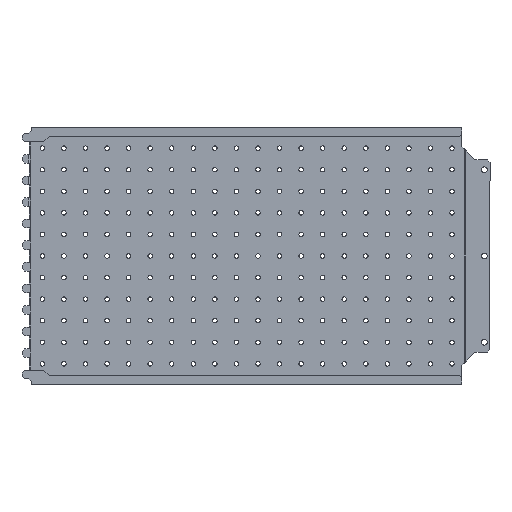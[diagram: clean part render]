
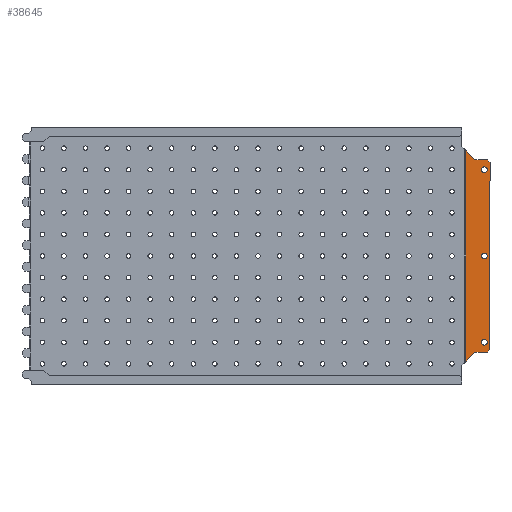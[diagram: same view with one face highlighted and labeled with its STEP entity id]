
A CAD part, front view. The second image highlights one B-rep face of the part: STEP entity #38645.
In plain terms, the highlighted planar face has unit normal (0, -1, 0).
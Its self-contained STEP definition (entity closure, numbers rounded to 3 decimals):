
#756 = DIRECTION ( 'NONE',  ( -0.707, 0., -0.707 ) ) ;
#1242 = VERTEX_POINT ( 'NONE', #22511 ) ;
#1253 = EDGE_CURVE ( 'NONE', #46612, #24427, #2294, .T. ) ;
#2030 = CARTESIAN_POINT ( 'NONE',  ( 381.5, -375.085, -161.512 ) ) ;
#2292 = VERTEX_POINT ( 'NONE', #7032 ) ;
#2294 = LINE ( 'NONE', #2030, #41873 ) ;
#2896 = DIRECTION ( 'NONE',  ( -1., 0., 0. ) ) ;
#3571 = ORIENTED_EDGE ( 'NONE', *, *, #9403, .T. ) ;
#3749 = EDGE_CURVE ( 'NONE', #24427, #43465, #31452, .T. ) ;
#3799 = CARTESIAN_POINT ( 'NONE',  ( 353.496, -375.085, -175.199 ) ) ;
#3921 = EDGE_CURVE ( 'NONE', #30127, #28557, #49862, .T. ) ;
#3936 = VERTEX_POINT ( 'NONE', #23119 ) ;
#4086 = LINE ( 'NONE', #16210, #51955 ) ;
#4475 = EDGE_CURVE ( 'NONE', #4865, #16150, #31797, .T. ) ;
#4865 = VERTEX_POINT ( 'NONE', #18057 ) ;
#6689 = DIRECTION ( 'NONE',  ( 0., -1., 0. ) ) ;
#6967 = DIRECTION ( 'NONE',  ( 0., -1., 0. ) ) ;
#6973 = DIRECTION ( 'NONE',  ( -1., 0., 0. ) ) ;
#7032 = CARTESIAN_POINT ( 'NONE',  ( 378.5, -375.085, 58.512 ) ) ;
#7389 = EDGE_CURVE ( 'NONE', #50252, #3936, #50273, .T. ) ;
#7747 = B_SPLINE_CURVE_WITH_KNOTS ( 'NONE', 3,
 ( #18418, #38857, #42366, #21420 ),
 .UNSPECIFIED., .F., .F.,
 ( 4, 4 ),
 ( 0.002, 0.002 ),
 .UNSPECIFIED. ) ;
#8640 = ORIENTED_EDGE ( 'NONE', *, *, #4475, .F. ) ;
#8788 = VERTEX_POINT ( 'NONE', #44349 ) ;
#9103 = FACE_BOUND ( 'NONE', #21169, .T. ) ;
#9392 = B_SPLINE_CURVE_WITH_KNOTS ( 'NONE', 3,
 ( #39867, #40685, #23469, #3799 ),
 .UNSPECIFIED., .F., .F.,
 ( 4, 4 ),
 ( 0.002, 0.002 ),
 .UNSPECIFIED. ) ;
#9403 = EDGE_CURVE ( 'NONE', #1242, #38026, #7747, .T. ) ;
#9633 = CARTESIAN_POINT ( 'NONE',  ( 375., -375.085, 50.262 ) ) ;
#10166 = AXIS2_PLACEMENT_3D ( 'NONE', #46150, #38856, #34523 ) ;
#10778 = AXIS2_PLACEMENT_3D ( 'NONE', #45162, #16640, #21512 ) ;
#10994 = LINE ( 'NONE', #47628, #21863 ) ;
#11050 = DIRECTION ( 'NONE',  ( -0.707, 0., -0.707 ) ) ;
#11577 = LINE ( 'NONE', #52181, #42066 ) ;
#11965 = CARTESIAN_POINT ( 'NONE',  ( 375., -375.085, -153.012 ) ) ;
#12052 = CARTESIAN_POINT ( 'NONE',  ( 375., -375.085, -53. ) ) ;
#12255 = ORIENTED_EDGE ( 'NONE', *, *, #3921, .F. ) ;
#12360 = FACE_OUTER_BOUND ( 'NONE', #20069, .T. ) ;
#12520 = CARTESIAN_POINT ( 'NONE',  ( 375., -375.085, -156.262 ) ) ;
#13931 = CARTESIAN_POINT ( 'NONE',  ( 378.5, -375.085, -164.512 ) ) ;
#14167 = ORIENTED_EDGE ( 'NONE', *, *, #30998, .F. ) ;
#14337 = AXIS2_PLACEMENT_3D ( 'NONE', #12052, #6967, #2896 ) ;
#14553 = VECTOR ( 'NONE', #11050, 1000. ) ;
#14623 = AXIS2_PLACEMENT_3D ( 'NONE', #11965, #45587, #37445 ) ;
#15856 = DIRECTION ( 'NONE',  ( -1., 0., 0. ) ) ;
#16150 = VERTEX_POINT ( 'NONE', #12520 ) ;
#16210 = CARTESIAN_POINT ( 'NONE',  ( 353.496, -375.085, 0. ) ) ;
#16640 = DIRECTION ( 'NONE',  ( 0., -1., 0. ) ) ;
#17589 = VECTOR ( 'NONE', #38132, 1000. ) ;
#17609 = ORIENTED_EDGE ( 'NONE', *, *, #25469, .F. ) ;
#17715 = CARTESIAN_POINT ( 'NONE',  ( 375., -375.085, -153.012 ) ) ;
#17879 = CIRCLE ( 'NONE', #10166, 3.25 ) ;
#18057 = CARTESIAN_POINT ( 'NONE',  ( 375., -375.085, -149.762 ) ) ;
#18247 = DIRECTION ( 'NONE',  ( -1., 0., 0. ) ) ;
#18418 = CARTESIAN_POINT ( 'NONE',  ( 353.703, -375.085, 68.808 ) ) ;
#18944 = VERTEX_POINT ( 'NONE', #32415 ) ;
#20069 = EDGE_LOOP ( 'NONE', ( #26335, #3571, #40930, #23496, #41085, #14167, #50706, #33827, #30381, #49508 ) ) ;
#21169 = EDGE_LOOP ( 'NONE', ( #17609, #30388 ) ) ;
#21420 = CARTESIAN_POINT ( 'NONE',  ( 353.496, -375.085, 69.199 ) ) ;
#21512 = DIRECTION ( 'NONE',  ( -1., 0., 0. ) ) ;
#21762 = LINE ( 'NONE', #22018, #17589 ) ;
#21863 = VECTOR ( 'NONE', #39238, 1000. ) ;
#21960 = ORIENTED_EDGE ( 'NONE', *, *, #33663, .F. ) ;
#21983 = CIRCLE ( 'NONE', #28809, 3.25 ) ;
#22018 = CARTESIAN_POINT ( 'NONE',  ( 364., -375.085, 58.512 ) ) ;
#22511 = CARTESIAN_POINT ( 'NONE',  ( 353.703, -375.085, 68.808 ) ) ;
#23119 = CARTESIAN_POINT ( 'NONE',  ( 353.703, -375.085, -174.808 ) ) ;
#23280 = EDGE_CURVE ( 'NONE', #24941, #2292, #34192, .T. ) ;
#23469 = CARTESIAN_POINT ( 'NONE',  ( 353.571, -375.085, -175.072 ) ) ;
#23496 = ORIENTED_EDGE ( 'NONE', *, *, #38218, .F. ) ;
#23523 = ORIENTED_EDGE ( 'NONE', *, *, #30124, .F. ) ;
#24427 = VERTEX_POINT ( 'NONE', #50575 ) ;
#24917 = DIRECTION ( 'NONE',  ( 1., 0., 0. ) ) ;
#24941 = VERTEX_POINT ( 'NONE', #49911 ) ;
#25469 = EDGE_CURVE ( 'NONE', #18944, #8788, #52104, .T. ) ;
#26041 = DIRECTION ( 'NONE',  ( 0., -1., 0. ) ) ;
#26335 = ORIENTED_EDGE ( 'NONE', *, *, #37757, .F. ) ;
#28303 = AXIS2_PLACEMENT_3D ( 'NONE', #43516, #6689, #6973 ) ;
#28557 = VERTEX_POINT ( 'NONE', #52474 ) ;
#28724 = FACE_BOUND ( 'NONE', #38271, .T. ) ;
#28809 = AXIS2_PLACEMENT_3D ( 'NONE', #17715, #26041, #18247 ) ;
#28988 = PLANE ( 'NONE',  #10778 ) ;
#30124 = EDGE_CURVE ( 'NONE', #16150, #4865, #21983, .T. ) ;
#30127 = VERTEX_POINT ( 'NONE', #9633 ) ;
#30381 = ORIENTED_EDGE ( 'NONE', *, *, #51104, .F. ) ;
#30388 = ORIENTED_EDGE ( 'NONE', *, *, #40928, .F. ) ;
#30998 = EDGE_CURVE ( 'NONE', #43465, #50252, #11577, .T. ) ;
#31452 = LINE ( 'NONE', #47951, #14553 ) ;
#31797 = CIRCLE ( 'NONE', #14623, 3.25 ) ;
#32415 = CARTESIAN_POINT ( 'NONE',  ( 375., -375.085, -49.75 ) ) ;
#33663 = EDGE_CURVE ( 'NONE', #28557, #30127, #51264, .T. ) ;
#33827 = ORIENTED_EDGE ( 'NONE', *, *, #1253, .F. ) ;
#34192 = LINE ( 'NONE', #50654, #34907 ) ;
#34523 = DIRECTION ( 'NONE',  ( -1., 0., 0. ) ) ;
#34907 = VECTOR ( 'NONE', #24917, 1000. ) ;
#36249 = DIRECTION ( 'NONE',  ( 0., -1., 0. ) ) ;
#36774 = CARTESIAN_POINT ( 'NONE',  ( 375., -375.085, 47.012 ) ) ;
#37069 = FACE_BOUND ( 'NONE', #41839, .T. ) ;
#37317 = CARTESIAN_POINT ( 'NONE',  ( 353.703, -375.085, -174.808 ) ) ;
#37445 = DIRECTION ( 'NONE',  ( -1., 0., 0. ) ) ;
#37757 = EDGE_CURVE ( 'NONE', #1242, #24941, #21762, .T. ) ;
#38026 = VERTEX_POINT ( 'NONE', #42125 ) ;
#38132 = DIRECTION ( 'NONE',  ( 0.707, 0., -0.707 ) ) ;
#38218 = EDGE_CURVE ( 'NONE', #3936, #41010, #9392, .T. ) ;
#38271 = EDGE_LOOP ( 'NONE', ( #8640, #23523 ) ) ;
#38645 = ADVANCED_FACE ( 'NONE', ( #9103, #37069, #28724, #12360 ), #28988, .T. ) ;
#38856 = DIRECTION ( 'NONE',  ( 0., -1., 0. ) ) ;
#38857 = CARTESIAN_POINT ( 'NONE',  ( 353.637, -375.085, 68.94 ) ) ;
#39238 = DIRECTION ( 'NONE',  ( 0.707, 0., -0.707 ) ) ;
#39509 = VECTOR ( 'NONE', #756, 1000. ) ;
#39867 = CARTESIAN_POINT ( 'NONE',  ( 353.703, -375.085, -174.808 ) ) ;
#40685 = CARTESIAN_POINT ( 'NONE',  ( 353.637, -375.085, -174.94 ) ) ;
#40721 = CARTESIAN_POINT ( 'NONE',  ( 364., -375.085, -164.512 ) ) ;
#40928 = EDGE_CURVE ( 'NONE', #8788, #18944, #17879, .T. ) ;
#40930 = ORIENTED_EDGE ( 'NONE', *, *, #52634, .F. ) ;
#41010 = VERTEX_POINT ( 'NONE', #49284 ) ;
#41085 = ORIENTED_EDGE ( 'NONE', *, *, #7389, .F. ) ;
#41839 = EDGE_LOOP ( 'NONE', ( #12255, #21960 ) ) ;
#41873 = VECTOR ( 'NONE', #51270, 1000. ) ;
#42066 = VECTOR ( 'NONE', #15856, 1000. ) ;
#42125 = CARTESIAN_POINT ( 'NONE',  ( 353.496, -375.085, 69.199 ) ) ;
#42366 = CARTESIAN_POINT ( 'NONE',  ( 353.571, -375.085, 69.072 ) ) ;
#43465 = VERTEX_POINT ( 'NONE', #13931 ) ;
#43516 = CARTESIAN_POINT ( 'NONE',  ( 375., -375.085, 47.012 ) ) ;
#44349 = CARTESIAN_POINT ( 'NONE',  ( 375., -375.085, -56.25 ) ) ;
#45162 = CARTESIAN_POINT ( 'NONE',  ( 0.146, -375.085, 0. ) ) ;
#45587 = DIRECTION ( 'NONE',  ( 0., -1., 0. ) ) ;
#46150 = CARTESIAN_POINT ( 'NONE',  ( 375., -375.085, -53. ) ) ;
#46612 = VERTEX_POINT ( 'NONE', #47448 ) ;
#47448 = CARTESIAN_POINT ( 'NONE',  ( 381.5, -375.085, 55.512 ) ) ;
#47628 = CARTESIAN_POINT ( 'NONE',  ( 381.5, -375.085, 55.512 ) ) ;
#47893 = AXIS2_PLACEMENT_3D ( 'NONE', #36774, #36249, #52152 ) ;
#47951 = CARTESIAN_POINT ( 'NONE',  ( 378.5, -375.085, -164.512 ) ) ;
#49284 = CARTESIAN_POINT ( 'NONE',  ( 353.496, -375.085, -175.199 ) ) ;
#49508 = ORIENTED_EDGE ( 'NONE', *, *, #23280, .F. ) ;
#49860 = DIRECTION ( 'NONE',  ( 0., 0., 1. ) ) ;
#49862 = CIRCLE ( 'NONE', #28303, 3.25 ) ;
#49911 = CARTESIAN_POINT ( 'NONE',  ( 364., -375.085, 58.512 ) ) ;
#50252 = VERTEX_POINT ( 'NONE', #40721 ) ;
#50273 = LINE ( 'NONE', #37317, #39509 ) ;
#50575 = CARTESIAN_POINT ( 'NONE',  ( 381.5, -375.085, -161.512 ) ) ;
#50654 = CARTESIAN_POINT ( 'NONE',  ( 378.5, -375.085, 58.512 ) ) ;
#50706 = ORIENTED_EDGE ( 'NONE', *, *, #3749, .F. ) ;
#51104 = EDGE_CURVE ( 'NONE', #2292, #46612, #10994, .T. ) ;
#51264 = CIRCLE ( 'NONE', #47893, 3.25 ) ;
#51270 = DIRECTION ( 'NONE',  ( 0., 0., -1. ) ) ;
#51955 = VECTOR ( 'NONE', #49860, 1000. ) ;
#52104 = CIRCLE ( 'NONE', #14337, 3.25 ) ;
#52152 = DIRECTION ( 'NONE',  ( -1., 0., 0. ) ) ;
#52181 = CARTESIAN_POINT ( 'NONE',  ( 364., -375.085, -164.512 ) ) ;
#52474 = CARTESIAN_POINT ( 'NONE',  ( 375., -375.085, 43.762 ) ) ;
#52634 = EDGE_CURVE ( 'NONE', #41010, #38026, #4086, .T. ) ;
